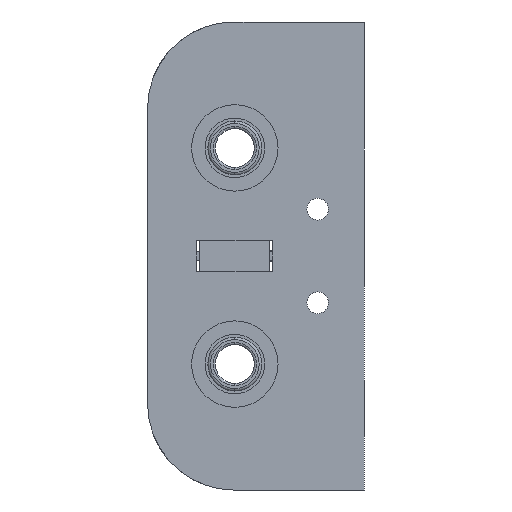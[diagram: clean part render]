
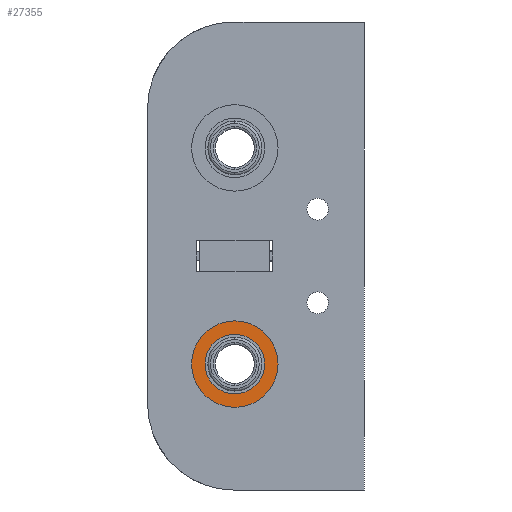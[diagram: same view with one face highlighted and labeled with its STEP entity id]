
A CAD part, left-side view. The second image highlights one B-rep face of the part: STEP entity #27355.
In plain terms, the highlighted planar face has unit normal (-1, 0, 0).
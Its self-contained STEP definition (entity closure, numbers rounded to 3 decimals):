
#673 = DIRECTION ( 'NONE',  ( 0., 0., 1. ) ) ;
#878 = CARTESIAN_POINT ( 'NONE',  ( -78.769, 15.24, -10.414 ) ) ;
#1924 = EDGE_CURVE ( 'NONE', #15829, #22998, #28424, .T. ) ;
#2247 = ORIENTED_EDGE ( 'NONE', *, *, #6441, .F. ) ;
#2389 = CARTESIAN_POINT ( 'NONE',  ( -78.769, 15.24, -14.986 ) ) ;
#3414 = DIRECTION ( 'NONE',  ( 0., 0., 1. ) ) ;
#3688 = AXIS2_PLACEMENT_3D ( 'NONE', #17451, #17361, #4278 ) ;
#3917 = ORIENTED_EDGE ( 'NONE', *, *, #1924, .T. ) ;
#4278 = DIRECTION ( 'NONE',  ( 0., 0., 1. ) ) ;
#4316 = DIRECTION ( 'NONE',  ( -1., 0., 0. ) ) ;
#5829 = AXIS2_PLACEMENT_3D ( 'NONE', #16722, #20847, #25437 ) ;
#6441 = EDGE_CURVE ( 'NONE', #23435, #23427, #16301, .T. ) ;
#6609 = CARTESIAN_POINT ( 'NONE',  ( -78.769, 0., 0. ) ) ;
#7307 = FACE_BOUND ( 'NONE', #17532, .T. ) ;
#7479 = CARTESIAN_POINT ( 'NONE',  ( -78.769, 15.24, -12.7 ) ) ;
#8590 = CARTESIAN_POINT ( 'NONE',  ( -78.769, 15.24, -7.62 ) ) ;
#8807 = DIRECTION ( 'NONE',  ( 0., 0., 1. ) ) ;
#9383 = CIRCLE ( 'NONE', #27300, 5.08 ) ;
#9405 = DIRECTION ( 'NONE',  ( -1., 0., 0. ) ) ;
#11244 = CARTESIAN_POINT ( 'NONE',  ( -78.769, 15.24, -17.78 ) ) ;
#14826 = FACE_OUTER_BOUND ( 'NONE', #22431, .T. ) ;
#15731 = CIRCLE ( 'NONE', #3688, 2.286 ) ;
#15829 = VERTEX_POINT ( 'NONE', #11244 ) ;
#16301 = CIRCLE ( 'NONE', #5829, 2.286 ) ;
#16328 = CARTESIAN_POINT ( 'NONE',  ( -78.769, 15.24, -12.7 ) ) ;
#16722 = CARTESIAN_POINT ( 'NONE',  ( -78.769, 15.24, -12.7 ) ) ;
#17231 = EDGE_CURVE ( 'NONE', #22998, #15829, #9383, .T. ) ;
#17361 = DIRECTION ( 'NONE',  ( -1., 0., 0. ) ) ;
#17451 = CARTESIAN_POINT ( 'NONE',  ( -78.769, 15.24, -12.7 ) ) ;
#17532 = EDGE_LOOP ( 'NONE', ( #24417, #2247 ) ) ;
#19712 = PLANE ( 'NONE',  #26860 ) ;
#20746 = DIRECTION ( 'NONE',  ( -1., 0., 0. ) ) ;
#20847 = DIRECTION ( 'NONE',  ( -1., 0., 0. ) ) ;
#20948 = AXIS2_PLACEMENT_3D ( 'NONE', #7479, #9405, #673 ) ;
#22431 = EDGE_LOOP ( 'NONE', ( #26197, #3917 ) ) ;
#22998 = VERTEX_POINT ( 'NONE', #8590 ) ;
#23072 = EDGE_CURVE ( 'NONE', #23427, #23435, #15731, .T. ) ;
#23427 = VERTEX_POINT ( 'NONE', #2389 ) ;
#23435 = VERTEX_POINT ( 'NONE', #878 ) ;
#24417 = ORIENTED_EDGE ( 'NONE', *, *, #23072, .F. ) ;
#25437 = DIRECTION ( 'NONE',  ( 0., 0., 1. ) ) ;
#26197 = ORIENTED_EDGE ( 'NONE', *, *, #17231, .T. ) ;
#26860 = AXIS2_PLACEMENT_3D ( 'NONE', #6609, #4316, #8807 ) ;
#27300 = AXIS2_PLACEMENT_3D ( 'NONE', #16328, #20746, #3414 ) ;
#27355 = ADVANCED_FACE ( 'NONE', ( #7307, #14826 ), #19712, .T. ) ;
#28424 = CIRCLE ( 'NONE', #20948, 5.08 ) ;
